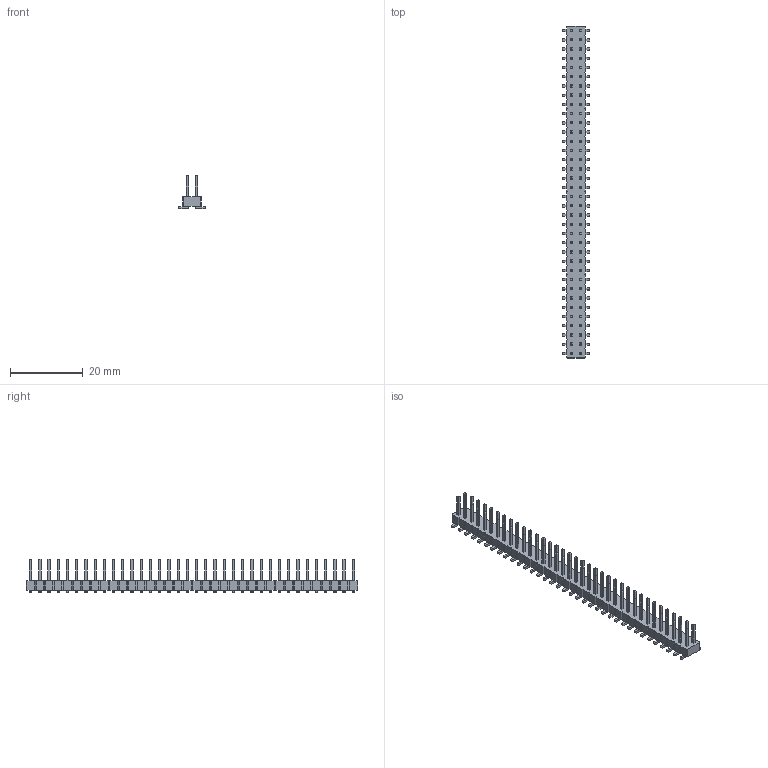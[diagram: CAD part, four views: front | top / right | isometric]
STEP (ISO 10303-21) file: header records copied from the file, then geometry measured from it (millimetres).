
FILE_DESCRIPTION(/* description */ ('model of PinHeader_2x36_P2.54mm_Vertical_SMD'),/* implementation_level */ '2;1');
FILE_NAME(/* name */ 'PinHeader_2x36_P2.54mm_Vertical_SMD.step',/* time_stamp */ '2018-01-24T12:54:27',/* author */ ('kicad StepUp','ksu'),/* organization */ ('FreeCAD'),/* preprocessor_version */ 'OCC',/* originating_system */ 'kicad StepUp',/* authorisation */ '');
FILE_SCHEMA(('AUTOMOTIVE_DESIGN { 1 0 10303 214 1 1 1 1 }'));
Length unit declared in the file: millimetre
Products named in the file (2): PinHeader_2x36_P254mm_Vertical_SMD; Shape0_855600256455
Bounding box: 7.54 x 91.44 x 9.3 mm (x, y, z)
Volume: 1498.6 mm3; surface area: 3555 mm2
Topology: 73 solids, 73 shells, 1444 faces, 3318 edges, 2020 vertices
Faces by surface type: plane 1372, cylinder 72
Entity records: 25619 total; most frequent: ORIENTED_EDGE 5050, CARTESIAN_POINT 4255, EDGE_CURVE 3318, LINE 3174, VERTEX_POINT 2020, AXIS2_PLACEMENT_3D 1553, ADVANCED_FACE 1444, FACE_BOUND 1444
